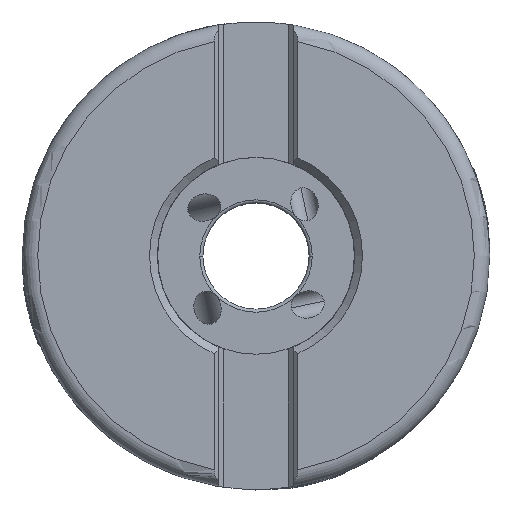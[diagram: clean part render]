
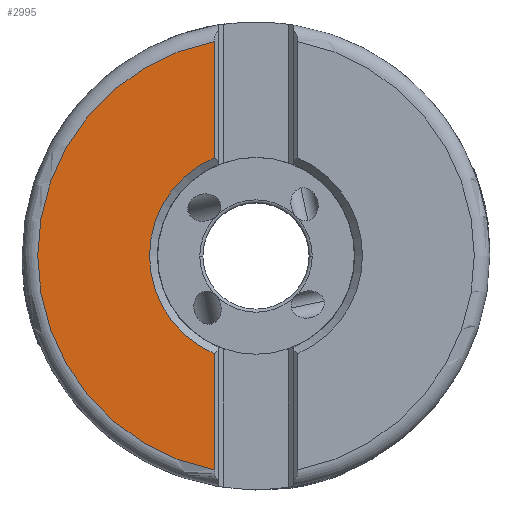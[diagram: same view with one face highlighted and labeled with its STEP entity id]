
A CAD part, top view. The second image highlights one B-rep face of the part: STEP entity #2995.
In plain terms, the highlighted planar face has unit normal (0, 0, 1).
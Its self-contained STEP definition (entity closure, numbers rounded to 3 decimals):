
#734=PLANE('',#16750);
#1338=LINE('',#30429,#2177);
#1339=LINE('',#30431,#2178);
#2177=VECTOR('',#19664,1.);
#2178=VECTOR('',#19665,1.);
#2995=ADVANCED_FACE('',(#3953),#734,.T.);
#3953=FACE_OUTER_BOUND('',#4775,.T.);
#4775=EDGE_LOOP('',(#8329,#8330,#8331,#8332));
#5743=CIRCLE('',#16747,28.163);
#5744=CIRCLE('',#16749,13.735);
#8329=ORIENTED_EDGE('',*,*,#13774,.T.);
#8330=ORIENTED_EDGE('',*,*,#13773,.F.);
#8331=ORIENTED_EDGE('',*,*,#13775,.T.);
#8332=ORIENTED_EDGE('',*,*,#13776,.F.);
#11898=VERTEX_POINT('',#30415);
#11899=VERTEX_POINT('',#30426);
#11900=VERTEX_POINT('',#30430);
#11901=VERTEX_POINT('',#30432);
#13773=EDGE_CURVE('',#11899,#11898,#5743,.T.);
#13774=EDGE_CURVE('',#11900,#11898,#1338,.T.);
#13775=EDGE_CURVE('',#11899,#11901,#1339,.T.);
#13776=EDGE_CURVE('',#11900,#11901,#5744,.T.);
#16747=AXIS2_PLACEMENT_3D('',#30427,#19660,#19661);
#16749=AXIS2_PLACEMENT_3D('',#30433,#19666,#19667);
#16750=AXIS2_PLACEMENT_3D('',#30434,#19668,#19669);
#19660=DIRECTION('',(0.,0.,-1.));
#19661=DIRECTION('',(-0.192,-0.981,0.));
#19664=DIRECTION('',(0.,1.,0.));
#19665=DIRECTION('',(0.,1.,0.));
#19666=DIRECTION('',(0.,0.,1.));
#19667=DIRECTION('',(-0.393,0.919,0.));
#19668=DIRECTION('',(0.,0.,1.));
#19669=DIRECTION('',(1.,0.,0.));
#30415=CARTESIAN_POINT('',(-5.4,27.64,0.));
#30426=CARTESIAN_POINT('',(-5.4,-27.64,0.));
#30427=CARTESIAN_POINT('',(0.,0.,0.));
#30429=CARTESIAN_POINT('',(-5.4,12.629,0.));
#30430=CARTESIAN_POINT('',(-5.4,12.629,0.));
#30431=CARTESIAN_POINT('',(-5.4,-27.64,0.));
#30432=CARTESIAN_POINT('',(-5.4,-12.629,0.));
#30433=CARTESIAN_POINT('',(0.,0.,0.));
#30434=CARTESIAN_POINT('',(-16.781,0.,0.));
